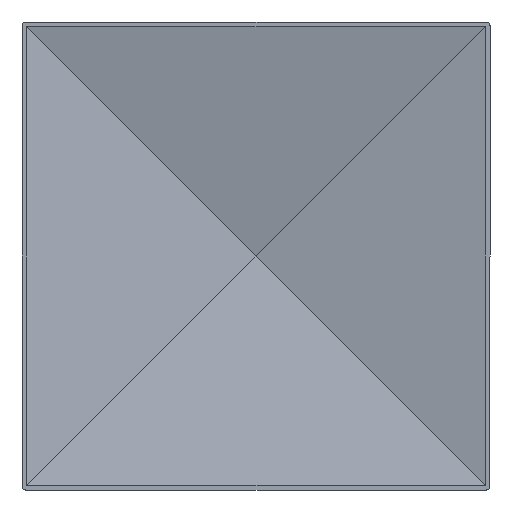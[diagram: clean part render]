
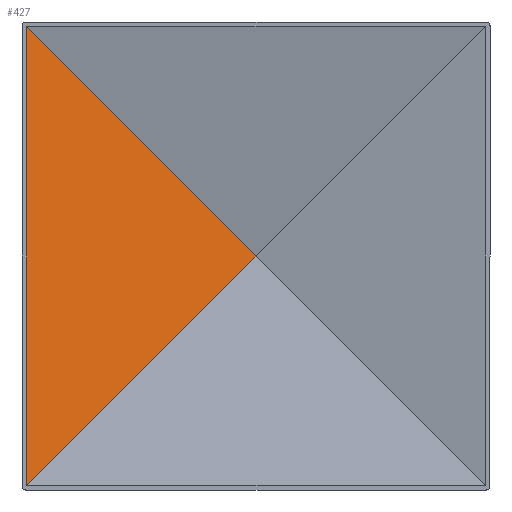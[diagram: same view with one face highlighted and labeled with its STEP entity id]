
A CAD part, front view. The second image highlights one B-rep face of the part: STEP entity #427.
In plain terms, the highlighted planar face has unit normal (0.225, -0.974, 0).
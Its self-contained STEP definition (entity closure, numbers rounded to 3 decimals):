
#13 = EDGE_CURVE ( 'NONE', #264, #53, #526, .T. ) ;
#18 = ORIENTED_EDGE ( 'NONE', *, *, #13, .F. ) ;
#53 = VERTEX_POINT ( 'NONE', #91 ) ;
#91 = CARTESIAN_POINT ( 'NONE',  ( -59.4, 9.046, 59.4 ) ) ;
#103 = ORIENTED_EDGE ( 'NONE', *, *, #438, .T. ) ;
#128 = DIRECTION ( 'NONE',  ( 0.698, 0.161, 0.698 ) ) ;
#142 = VERTEX_POINT ( 'NONE', #539 ) ;
#143 = VECTOR ( 'NONE', #128, 1000. ) ;
#264 = VERTEX_POINT ( 'NONE', #784 ) ;
#266 = CARTESIAN_POINT ( 'NONE',  ( -29.374, 15.982, -29.374 ) ) ;
#295 = FACE_OUTER_BOUND ( 'NONE', #914, .T. ) ;
#296 = AXIS2_PLACEMENT_3D ( 'NONE', #455, #304, #525 ) ;
#304 = DIRECTION ( 'NONE',  ( 0.225, -0.974, 0. ) ) ;
#311 = ORIENTED_EDGE ( 'NONE', *, *, #657, .T. ) ;
#356 = LINE ( 'NONE', #266, #143 ) ;
#374 = PLANE ( 'NONE',  #296 ) ;
#381 = DIRECTION ( 'NONE',  ( 0., 0., 1. ) ) ;
#427 = ADVANCED_FACE ( 'NONE', ( #295 ), #374, .T. ) ;
#438 = EDGE_CURVE ( 'NONE', #142, #53, #872, .T. ) ;
#455 = CARTESIAN_POINT ( 'NONE',  ( 0.27, 22.831, -60.6 ) ) ;
#502 = CARTESIAN_POINT ( 'NONE',  ( -59.4, 9.046, -60.6 ) ) ;
#525 = DIRECTION ( 'NONE',  ( 0.974, 0.225, 0. ) ) ;
#526 = LINE ( 'NONE', #502, #592 ) ;
#539 = CARTESIAN_POINT ( 'NONE',  ( 0., 22.768, 0. ) ) ;
#592 = VECTOR ( 'NONE', #381, 1000. ) ;
#657 = EDGE_CURVE ( 'NONE', #264, #142, #356, .T. ) ;
#784 = CARTESIAN_POINT ( 'NONE',  ( -59.4, 9.046, -59.4 ) ) ;
#809 = DIRECTION ( 'NONE',  ( -0.698, -0.161, 0.698 ) ) ;
#813 = CARTESIAN_POINT ( 'NONE',  ( -60.461, 8.8, 60.461 ) ) ;
#820 = VECTOR ( 'NONE', #809, 1000. ) ;
#872 = LINE ( 'NONE', #813, #820 ) ;
#914 = EDGE_LOOP ( 'NONE', ( #103, #18, #311 ) ) ;
